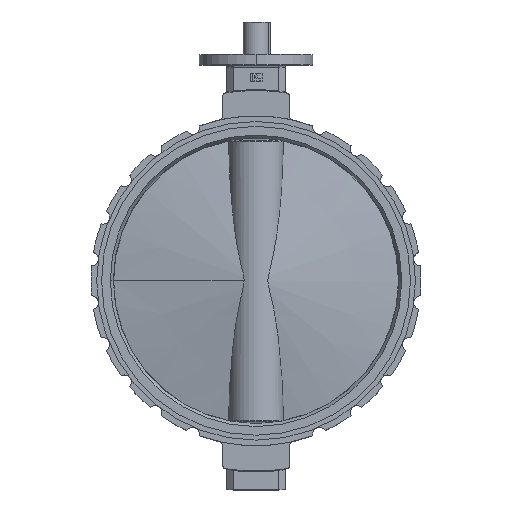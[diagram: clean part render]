
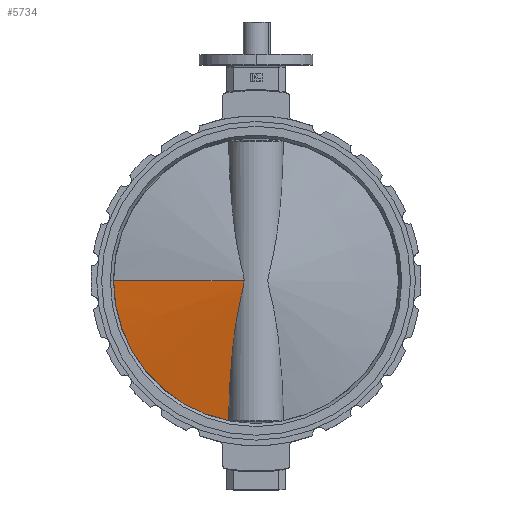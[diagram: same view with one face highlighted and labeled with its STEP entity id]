
A CAD part, top view. The second image highlights one B-rep face of the part: STEP entity #5734.
In plain terms, the highlighted conical face has half-angle 80.257 degrees and reference radius 439.686 mm.
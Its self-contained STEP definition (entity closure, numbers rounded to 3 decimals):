
#143 = EDGE_CURVE ( 'NONE', #3216, #3221, #2485, .T. ) ;
#144 = EDGE_CURVE ( 'NONE', #3231, #3216, #2495, .T. ) ;
#146 = EDGE_CURVE ( 'NONE', #3231, #3221, #4705, .T. ) ;
#931 = DIRECTION ( 'NONE',  ( 0., 0., -1. ) ) ;
#932 = CARTESIAN_POINT ( 'NONE',  ( -7.5, 0., 0. ) ) ;
#933 = DIRECTION ( 'NONE',  ( 1., 0., 0. ) ) ;
#1518 = EDGE_LOOP ( 'NONE', ( #3610, #3611, #3612 ) ) ;
#2485 = CIRCLE ( 'NONE', #6392, 438.05 ) ;
#2495 = LINE ( 'NONE', #4892, #2498 ) ;
#2498 = VECTOR ( 'NONE', #4880, 1000. ) ;
#3216 = VERTEX_POINT ( 'NONE', #6822 ) ;
#3221 = VERTEX_POINT ( 'NONE', #6827 ) ;
#3231 = VERTEX_POINT ( 'NONE', #6837 ) ;
#3610 = ORIENTED_EDGE ( 'NONE', *, *, #146, .F. ) ;
#3611 = ORIENTED_EDGE ( 'NONE', *, *, #144, .T. ) ;
#3612 = ORIENTED_EDGE ( 'NONE', *, *, #143, .T. ) ;
#3780 = AXIS2_PLACEMENT_3D ( 'NONE', #932, #933, #931 ) ;
#4705 = B_SPLINE_CURVE_WITH_KNOTS ( 'NONE', 3,
 ( #4900, #4896, #4901, #4902, #4903, #4904, #4905, #4906, #4907, #4908, #4909, #4910, #4911, #4912, #4913, #4914, #4915, #4916, #4917, #4918, #4919, #4920, #4921, #4922, #4923, #4924, #4925, #4926, #4927, #4928, #4929, #4930, #4931, #4932, #4933, #4934, #4935, #4936, #4937, #4938 ),
 .UNSPECIFIED., .F., .F.,
 ( 4, 2, 2, 2, 2, 2, 2, 2, 2, 2, 2, 2, 2, 2, 2, 2, 2, 2, 2, 4 ),
 ( 0.484, 0.488, 0.489, 0.491, 0.497, 0.504, 0.511, 0.517, 0.524, 0.537, 0.55, 0.563, 0.589, 0.616, 0.642, 0.695, 0.747, 0.8, 0.852, 0.905 ),
 .UNSPECIFIED. ) ;
#4880 = DIRECTION ( 'NONE',  ( 0.169, 0., -0.986 ) ) ;
#4892 = CARTESIAN_POINT ( 'NONE',  ( -7.5, 0., -439.686 ) ) ;
#4893 = CARTESIAN_POINT ( 'NONE',  ( -7.781, 0., 0. ) ) ;
#4894 = DIRECTION ( 'NONE',  ( -1., 0., 0. ) ) ;
#4895 = DIRECTION ( 'NONE',  ( 0., 0., 1. ) ) ;
#4896 = CARTESIAN_POINT ( 'NONE',  ( -76.715, -1.123, -36.604 ) ) ;
#4900 = CARTESIAN_POINT ( 'NONE',  ( -76.715, 0., -36.604 ) ) ;
#4901 = CARTESIAN_POINT ( 'NONE',  ( -76.701, -2.252, -36.634 ) ) ;
#4902 = CARTESIAN_POINT ( 'NONE',  ( -76.659, -3.957, -36.721 ) ) ;
#4903 = CARTESIAN_POINT ( 'NONE',  ( -76.641, -4.528, -36.758 ) ) ;
#4904 = CARTESIAN_POINT ( 'NONE',  ( -76.6, -5.671, -36.844 ) ) ;
#4905 = CARTESIAN_POINT ( 'NONE',  ( -76.575, -6.246, -36.895 ) ) ;
#4906 = CARTESIAN_POINT ( 'NONE',  ( -76.438, -9.111, -37.18 ) ) ;
#4907 = CARTESIAN_POINT ( 'NONE',  ( -76.278, -11.377, -37.507 ) ) ;
#4908 = CARTESIAN_POINT ( 'NONE',  ( -75.892, -15.875, -38.284 ) ) ;
#4909 = CARTESIAN_POINT ( 'NONE',  ( -75.664, -18.108, -38.732 ) ) ;
#4910 = CARTESIAN_POINT ( 'NONE',  ( -75.167, -22.555, -39.689 ) ) ;
#4911 = CARTESIAN_POINT ( 'NONE',  ( -74.897, -24.77, -40.198 ) ) ;
#4912 = CARTESIAN_POINT ( 'NONE',  ( -74.328, -29.192, -41.239 ) ) ;
#4913 = CARTESIAN_POINT ( 'NONE',  ( -74.03, -31.399, -41.773 ) ) ;
#4914 = CARTESIAN_POINT ( 'NONE',  ( -73.415, -35.809, -42.844 ) ) ;
#4915 = CARTESIAN_POINT ( 'NONE',  ( -73.098, -38.012, -43.383 ) ) ;
#4916 = CARTESIAN_POINT ( 'NONE',  ( -72.128, -44.622, -44.99 ) ) ;
#4917 = CARTESIAN_POINT ( 'NONE',  ( -71.456, -49.028, -46.05 ) ) ;
#4918 = CARTESIAN_POINT ( 'NONE',  ( -70.086, -57.847, -48.109 ) ) ;
#4919 = CARTESIAN_POINT ( 'NONE',  ( -69.387, -62.26, -49.111 ) ) ;
#4920 = CARTESIAN_POINT ( 'NONE',  ( -67.974, -71.098, -51.049 ) ) ;
#4921 = CARTESIAN_POINT ( 'NONE',  ( -67.259, -75.523, -51.986 ) ) ;
#4922 = CARTESIAN_POINT ( 'NONE',  ( -65.098, -88.813, -54.705 ) ) ;
#4923 = CARTESIAN_POINT ( 'NONE',  ( -63.636, -97.699, -56.393 ) ) ;
#4924 = CARTESIAN_POINT ( 'NONE',  ( -60.691, -115.503, -59.55 ) ) ;
#4925 = CARTESIAN_POINT ( 'NONE',  ( -59.209, -124.414, -61.019 ) ) ;
#4926 = CARTESIAN_POINT ( 'NONE',  ( -56.234, -142.254, -63.771 ) ) ;
#4927 = CARTESIAN_POINT ( 'NONE',  ( -54.741, -151.182, -65.054 ) ) ;
#4928 = CARTESIAN_POINT ( 'NONE',  ( -50.251, -177.99, -68.663 ) ) ;
#4929 = CARTESIAN_POINT ( 'NONE',  ( -47.243, -195.891, -70.75 ) ) ;
#4930 = CARTESIAN_POINT ( 'NONE',  ( -41.211, -231.741, -74.425 ) ) ;
#4931 = CARTESIAN_POINT ( 'NONE',  ( -38.186, -249.691, -76.012 ) ) ;
#4932 = CARTESIAN_POINT ( 'NONE',  ( -32.127, -285.629, -78.765 ) ) ;
#4933 = CARTESIAN_POINT ( 'NONE',  ( -29.091, -303.619, -79.931 ) ) ;
#4934 = CARTESIAN_POINT ( 'NONE',  ( -23.012, -339.635, -81.888 ) ) ;
#4935 = CARTESIAN_POINT ( 'NONE',  ( -19.967, -357.665, -82.68 ) ) ;
#4936 = CARTESIAN_POINT ( 'NONE',  ( -13.876, -393.724, -83.917 ) ) ;
#4937 = CARTESIAN_POINT ( 'NONE',  ( -10.829, -411.758, -84.363 ) ) ;
#4938 = CARTESIAN_POINT ( 'NONE',  ( -7.781, -429.794, -84.643 ) ) ;
#5734 = ADVANCED_FACE ( 'NONE', ( #7340 ), #7347, .T. ) ;
#6392 = AXIS2_PLACEMENT_3D ( 'NONE', #4893, #4894, #4895 ) ;
#6822 = CARTESIAN_POINT ( 'NONE',  ( -7.781, 0., -438.05 ) ) ;
#6827 = CARTESIAN_POINT ( 'NONE',  ( -7.781, -429.794, -84.643 ) ) ;
#6837 = CARTESIAN_POINT ( 'NONE',  ( -76.715, 0., -36.604 ) ) ;
#7340 = FACE_OUTER_BOUND ( 'NONE', #1518, .T. ) ;
#7347 = CONICAL_SURFACE ( 'NONE', #3780, 439.686, 1.401 ) ;
